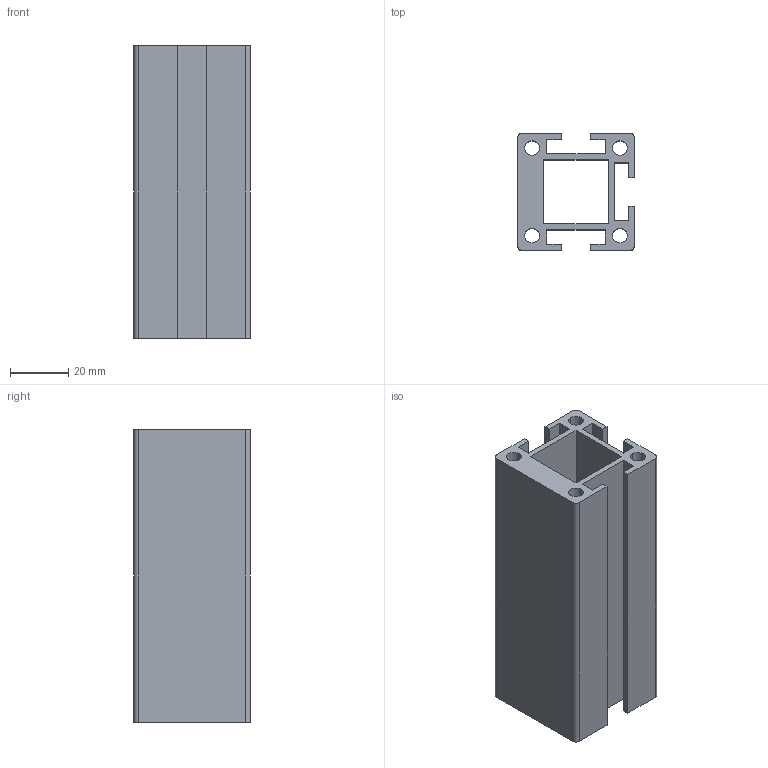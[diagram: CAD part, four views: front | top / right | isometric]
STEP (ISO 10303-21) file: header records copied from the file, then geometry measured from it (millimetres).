
FILE_DESCRIPTION(('Creo Elements/Direct Modeling STEP Export'),'2;1');
FILE_NAME('44.0010_Pneumatikprofil-MMS-44_40x40mm-1seitig-Vollkern.stp','2022-03-21T 8:55:57',(''),(''),'PTC Creo Elements/Direct Modeling STEP processor for AP214 (Solid Model)','PTC Creo Elements/Direct Modeling 19.0C 15-Aug-2015 (C) Parametric Technology GmbH','');
FILE_SCHEMA(('AUTOMOTIVE_DESIGN { 1 0 10303 214 1 1 1 1 }'));
Length unit declared in the file: millimetre
Products named in the file (2): Pneumatikprofil-MMS-44_40x40mm-1seitig-Vollkern_44.0010_PX171800
Assembly tree (1 placements, depth 2):
  Pneumatikprofil-MMS-44_40x40mm-1seitig-Vollkern_44.0010_PX171800
    Pneumatikprofil-MMS-44_40x40mm-1seitig-Vollkern_44.0010_PX171800
Bounding box: 40 x 40 x 100 mm (x, y, z)
Volume: 67526.3 mm3; surface area: 42359 mm2
Topology: 1 solids, 1 shells, 46 faces, 138 edges, 94 vertices
Faces by surface type: plane 34, cylinder 12
Entity records: 1555 total; most frequent: ORIENTED_EDGE 276, CARTESIAN_POINT 266, DIRECTION 236, EDGE_CURVE 138, VECTOR 108, LINE 108, VERTEX_POINT 94, AXIS2_PLACEMENT_3D 64
